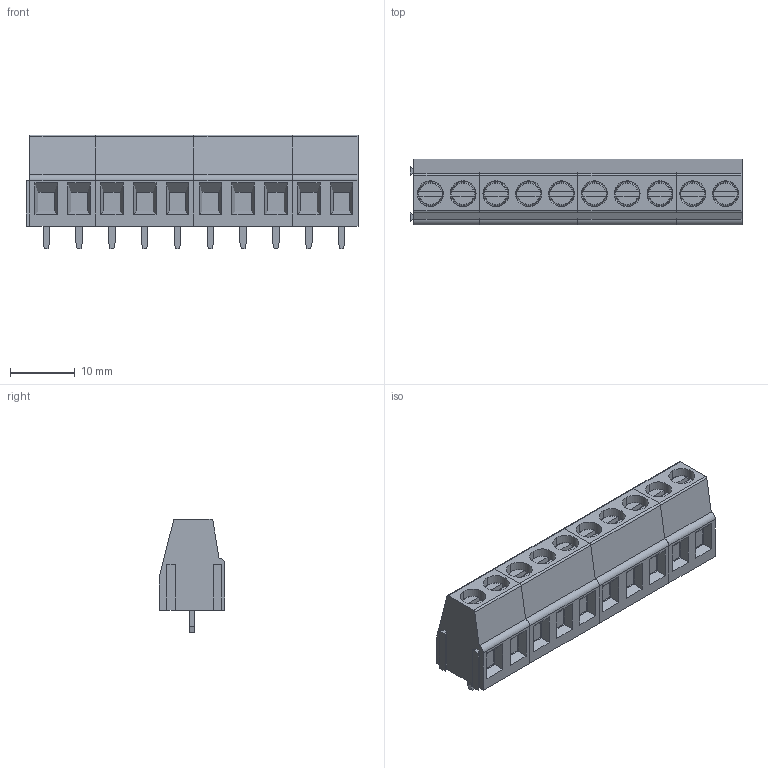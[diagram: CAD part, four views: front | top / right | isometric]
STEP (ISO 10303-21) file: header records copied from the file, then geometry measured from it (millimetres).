
FILE_DESCRIPTION(('FreeCAD Model'),'2;1');
FILE_NAME('Open CASCADE Shape Model','2024-11-06T20:39:43',(''),(''), 'Open CASCADE STEP processor 7.6','FreeCAD','Unknown');
FILE_SCHEMA(('AUTOMOTIVE_DESIGN { 1 0 10303 214 1 1 1 1 }'));
Length unit declared in the file: millimetre
Products named in the file (1): CUI_DEVICES_TB004-508-10BE
Bounding box: 51.4 x 10.2 x 17.6 mm (x, y, z)
Volume: 5985.1 mm3; surface area: 3614.2 mm2
Topology: 1 solids, 1 shells, 428 faces, 1039 edges, 643 vertices
Faces by surface type: plane 306, torus 50, cone 40, cylinder 32
Entity records: 15875 total; most frequent: CARTESIAN_POINT 2871, ORIENTED_EDGE 2078, DIRECTION 2032, EDGE_CURVE 1039, LINE 744, VECTOR 744, AXIS2_PLACEMENT_3D 644, VERTEX_POINT 643
